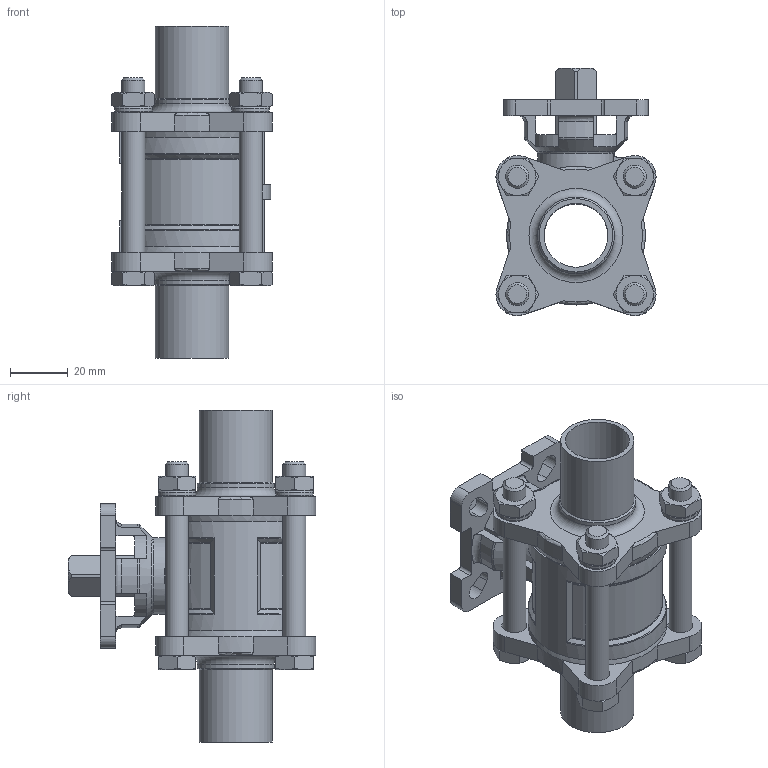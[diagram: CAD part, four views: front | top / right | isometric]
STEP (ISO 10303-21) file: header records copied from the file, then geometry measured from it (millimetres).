
FILE_DESCRIPTION(/* description */ ('STEP AP214'),/* implementation_level */ '2;1');
FILE_NAME(/* name */ '4762849_VZBD-1-W1-16-T-2-F0405-V14V14',/* time_stamp */ '2024-09-18T01:23:23+02:00',/* author */ ('License CC BY-ND 4.0'),/* organization */ ('CADENAS'),/* preprocessor_version */ 'ST-DEVELOPER v19.3',/* originating_system */ 'PARTsolutions',/* authorisation */ ' ');
FILE_SCHEMA (('AUTOMOTIVE_DESIGN {1 0 10303 214 3 1 1}'));
Length unit declared in the file: millimetre
Products named in the file (1): 4762849 VZBD-1-W1-16-T-2-F0405-V14V14
Bounding box: 55.67 x 85.73 x 115 mm (x, y, z)
Volume: 128428.2 mm3; surface area: 46136.2 mm2
Topology: 1 solids, 1 shells, 394 faces, 972 edges, 604 vertices
Faces by surface type: plane 153, cone 116, cylinder 80, torus 45
Full cylindrical faces by diameter (mm): 4.917 x1, 8 x8, 8.6 x9, 13 x4, 18 x1, 22.1 x1, 25.4 x2, 26.6 x3, 30.5 x1, 48 x1
Entity records: 11652 total; most frequent: CARTESIAN_POINT 2840, ORIENTED_EDGE 1818, DIRECTION 1748, EDGE_CURVE 909, AXIS2_PLACEMENT_3D 738, VERTEX_POINT 594, EDGE_LOOP 501, FACE_BOUND 501
